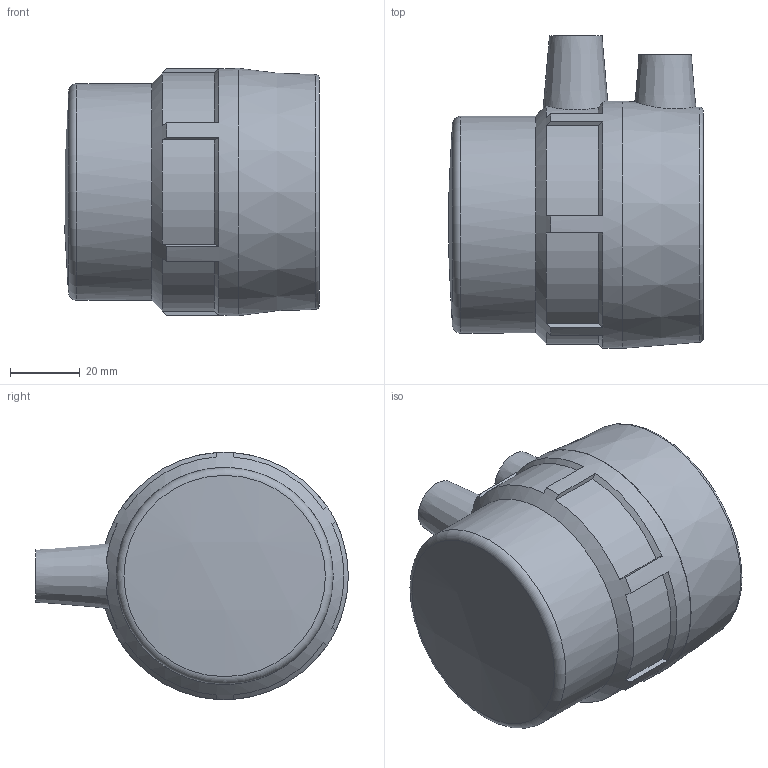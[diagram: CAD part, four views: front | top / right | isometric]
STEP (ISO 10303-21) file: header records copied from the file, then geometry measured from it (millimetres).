
FILE_DESCRIPTION(/* description */ ('PLASSON WELDING CAP FOR TAPPING SADDLE TYPE-B'),/* implementation_level */ '2;1');
FILE_NAME(/* name */ '498304050.ipt.stp',/* time_stamp */ '2017-11-06T09:20:54+02:00',/* author */ ('KIM'),/* organization */ (''),/* preprocessor_version */ 'ST-DEVELOPER v15.6',/* originating_system */ 'Autodesk Inventor 2015',/* authorisation */ '');
FILE_SCHEMA (('AUTOMOTIVE_DESIGN { 1 0 10303 214 3 1 1 }'));
Length unit declared in the file: millimetre
Products named in the file (1): 498304050
Bounding box: 72.86 x 89.34 x 70.68 mm (x, y, z)
Volume: 143547.8 mm3; surface area: 34656.7 mm2
Topology: 1 solids, 1 shells, 59 faces, 142 edges, 91 vertices
Faces by surface type: plane 21, cylinder 17, cone 14, torus 6, sphere 1
Full cylindrical faces by diameter (mm): 4 x2, 10 x2, 43.74 x1, 46.17 x1, 48.6 x2, 62 x1, 70.68 x1
Entity records: 1611 total; most frequent: CARTESIAN_POINT 387, DIRECTION 256, ORIENTED_EDGE 222, AXIS2_PLACEMENT_3D 116, EDGE_CURVE 111, EDGE_LOOP 89, VERTEX_POINT 84, FACE_OUTER_BOUND 59
